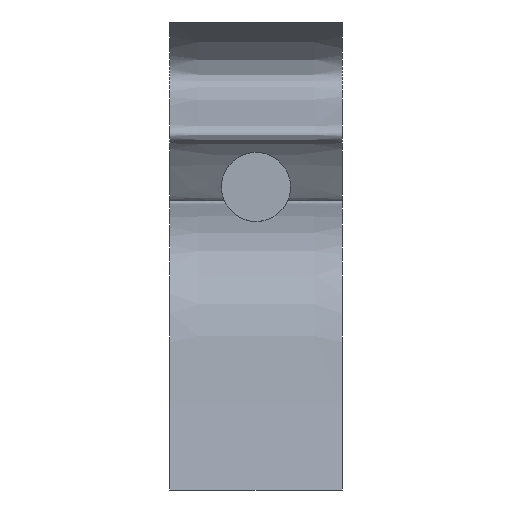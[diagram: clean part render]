
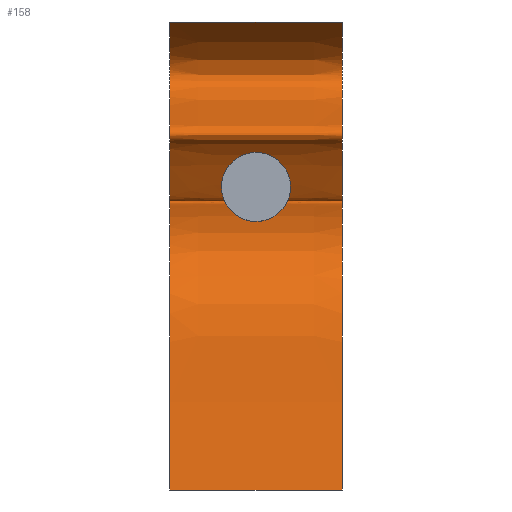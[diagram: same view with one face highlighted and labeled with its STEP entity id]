
A CAD part, top view. The second image highlights one B-rep face of the part: STEP entity #158.
In plain terms, the highlighted face is a extrusion surface.
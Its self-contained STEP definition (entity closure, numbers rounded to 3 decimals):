
#64=CARTESIAN_POINT('Control Point',(0.,-70.893,-22.99)) ;
#65=CARTESIAN_POINT('Control Point',(0.,-63.916,-24.159)) ;
#66=CARTESIAN_POINT('Control Point',(0.,-56.811,-24.992)) ;
#67=CARTESIAN_POINT('Control Point',(0.,-49.58,-25.488)) ;
#68=CARTESIAN_POINT('Control Point',(0.,-35.872,-25.784)) ;
#69=CARTESIAN_POINT('Control Point',(0.,-23.421,-29.242)) ;
#70=CARTESIAN_POINT('Control Point',(0.,-18.237,-32.324)) ;
#71=CARTESIAN_POINT('Control Point',(0.,-8.706,-46.705)) ;
#72=CARTESIAN_POINT('Control Point',(0.,-5.396,-71.967)) ;
#73=CARTESIAN_POINT('Control Point',(0.,-5.39,-87.524)) ;
#74=CARTESIAN_POINT('Control Point',(0.,-4.093,-97.814)) ;
#75=CARTESIAN_POINT('Control Point',(0.,1.705,-66.164)) ;
#76=CARTESIAN_POINT('Control Point',(0.,6.748,-40.048)) ;
#77=CARTESIAN_POINT('Control Point',(0.,11.653,-32.648)) ;
#78=CARTESIAN_POINT('Control Point',(0.,16.231,-48.265)) ;
#79=CARTESIAN_POINT('Control Point',(0.,17.766,-54.428)) ;
#80=CARTESIAN_POINT('Control Point',(0.,21.372,-63.165)) ;
#81=CARTESIAN_POINT('Control Point',(0.,26.997,-63.773)) ;
#82=CARTESIAN_POINT('Control Point',(0.,29.992,-61.813)) ;
#83=CARTESIAN_POINT('Control Point',(0.,33.471,-57.624)) ;
#84=CARTESIAN_POINT('Control Point',(0.,37.435,-51.204)) ;
#88=CARTESIAN_POINT('Line Origine',(0.,-70.893,-22.99)) ;
#92=CARTESIAN_POINT('Vertex',(-20.,-70.893,-22.99)) ;
#94=CARTESIAN_POINT('Vertex',(20.,-70.893,-22.99)) ;
#98=CARTESIAN_POINT('Control Point',(-20.,-70.893,-22.99)) ;
#99=CARTESIAN_POINT('Control Point',(-20.,-63.916,-24.159)) ;
#100=CARTESIAN_POINT('Control Point',(-20.,-56.811,-24.992)) ;
#101=CARTESIAN_POINT('Control Point',(-20.,-49.58,-25.488)) ;
#102=CARTESIAN_POINT('Control Point',(-20.,-35.872,-25.784)) ;
#103=CARTESIAN_POINT('Control Point',(-20.,-23.421,-29.242)) ;
#104=CARTESIAN_POINT('Control Point',(-20.,-18.237,-32.324)) ;
#105=CARTESIAN_POINT('Control Point',(-20.,-8.706,-46.705)) ;
#106=CARTESIAN_POINT('Control Point',(-20.,-5.396,-71.967)) ;
#107=CARTESIAN_POINT('Control Point',(-20.,-5.39,-87.524)) ;
#108=CARTESIAN_POINT('Control Point',(-20.,-4.093,-97.814)) ;
#109=CARTESIAN_POINT('Control Point',(-20.,1.705,-66.164)) ;
#110=CARTESIAN_POINT('Control Point',(-20.,6.748,-40.048)) ;
#111=CARTESIAN_POINT('Control Point',(-20.,11.653,-32.648)) ;
#112=CARTESIAN_POINT('Control Point',(-20.,16.231,-48.265)) ;
#113=CARTESIAN_POINT('Control Point',(-20.,17.766,-54.428)) ;
#114=CARTESIAN_POINT('Control Point',(-20.,21.372,-63.165)) ;
#115=CARTESIAN_POINT('Control Point',(-20.,26.997,-63.773)) ;
#116=CARTESIAN_POINT('Control Point',(-20.,29.992,-61.813)) ;
#117=CARTESIAN_POINT('Control Point',(-20.,33.471,-57.624)) ;
#118=CARTESIAN_POINT('Control Point',(-20.,37.435,-51.204)) ;
#119=CARTESIAN_POINT('Vertex',(-20.,37.435,-51.204)) ;
#122=CARTESIAN_POINT('Line Origine',(0.,37.435,-51.204)) ;
#126=CARTESIAN_POINT('Vertex',(20.,37.435,-51.204)) ;
#130=CARTESIAN_POINT('Control Point',(20.,-70.893,-22.99)) ;
#131=CARTESIAN_POINT('Control Point',(20.,-63.916,-24.159)) ;
#132=CARTESIAN_POINT('Control Point',(20.,-56.811,-24.992)) ;
#133=CARTESIAN_POINT('Control Point',(20.,-49.58,-25.488)) ;
#134=CARTESIAN_POINT('Control Point',(20.,-35.872,-25.784)) ;
#135=CARTESIAN_POINT('Control Point',(20.,-23.421,-29.242)) ;
#136=CARTESIAN_POINT('Control Point',(20.,-18.237,-32.324)) ;
#137=CARTESIAN_POINT('Control Point',(20.,-8.706,-46.705)) ;
#138=CARTESIAN_POINT('Control Point',(20.,-5.396,-71.967)) ;
#139=CARTESIAN_POINT('Control Point',(20.,-5.39,-87.524)) ;
#140=CARTESIAN_POINT('Control Point',(20.,-4.093,-97.814)) ;
#141=CARTESIAN_POINT('Control Point',(20.,1.705,-66.164)) ;
#142=CARTESIAN_POINT('Control Point',(20.,6.748,-40.048)) ;
#143=CARTESIAN_POINT('Control Point',(20.,11.653,-32.648)) ;
#144=CARTESIAN_POINT('Control Point',(20.,16.231,-48.265)) ;
#145=CARTESIAN_POINT('Control Point',(20.,17.766,-54.428)) ;
#146=CARTESIAN_POINT('Control Point',(20.,21.372,-63.165)) ;
#147=CARTESIAN_POINT('Control Point',(20.,26.997,-63.773)) ;
#148=CARTESIAN_POINT('Control Point',(20.,29.992,-61.813)) ;
#149=CARTESIAN_POINT('Control Point',(20.,33.471,-57.624)) ;
#150=CARTESIAN_POINT('Control Point',(20.,37.435,-51.204)) ;
#85=DIRECTION('Vector Direction',(1.,0.,0.)) ;
#89=DIRECTION('Vector Direction',(1.,0.,0.)) ;
#123=DIRECTION('Vector Direction',(1.,0.,0.)) ;
#153=ORIENTED_EDGE('',*,*,#96,.F.) ;
#154=ORIENTED_EDGE('',*,*,#121,.T.) ;
#155=ORIENTED_EDGE('',*,*,#128,.T.) ;
#156=ORIENTED_EDGE('',*,*,#151,.F.) ;
#86=VECTOR('Extrusion Surface Vector',#85,1.) ;
#90=VECTOR('Line Direction',#89,1.) ;
#124=VECTOR('Line Direction',#123,1.) ;
#158=ADVANCED_FACE('Extrude.1',(#157),#87,.T.) ;
#63=B_SPLINE_CURVE_WITH_KNOTS('',5,(#64,#65,#66,#67,#68,#69,#70,#71,#72,#73,#74,#75,#76,#77,#78,#79,#80,#81,#82,#83,#84),.UNSPECIFIED.,.F.,.U.,(6,3,3,3,3,3,6),(0.,40.762,75.946,124.303,181.359,207.181,227.987),.UNSPECIFIED.) ;
#97=B_SPLINE_CURVE_WITH_KNOTS('',5,(#98,#99,#100,#101,#102,#103,#104,#105,#106,#107,#108,#109,#110,#111,#112,#113,#114,#115,#116,#117,#118),.UNSPECIFIED.,.F.,.U.,(6,3,3,3,3,3,6),(0.,40.762,75.946,124.303,181.359,207.181,227.987),.UNSPECIFIED.) ;
#129=B_SPLINE_CURVE_WITH_KNOTS('',5,(#130,#131,#132,#133,#134,#135,#136,#137,#138,#139,#140,#141,#142,#143,#144,#145,#146,#147,#148,#149,#150),.UNSPECIFIED.,.F.,.U.,(6,3,3,3,3,3,6),(0.,40.762,75.946,124.303,181.359,207.181,227.987),.UNSPECIFIED.) ;
#96=EDGE_CURVE('',#93,#95,#91,.T.) ;
#121=EDGE_CURVE('',#93,#120,#97,.T.) ;
#128=EDGE_CURVE('',#120,#127,#125,.T.) ;
#151=EDGE_CURVE('',#95,#127,#129,.T.) ;
#152=EDGE_LOOP('',(#153,#154,#155,#156)) ;
#157=FACE_OUTER_BOUND('',#152,.T.) ;
#91=LINE('Line',#88,#90) ;
#125=LINE('Line',#122,#124) ;
#87=SURFACE_OF_LINEAR_EXTRUSION('generated tabulated cylinder',#63,#86) ;
#93=VERTEX_POINT('',#92) ;
#95=VERTEX_POINT('',#94) ;
#120=VERTEX_POINT('',#119) ;
#127=VERTEX_POINT('',#126) ;
